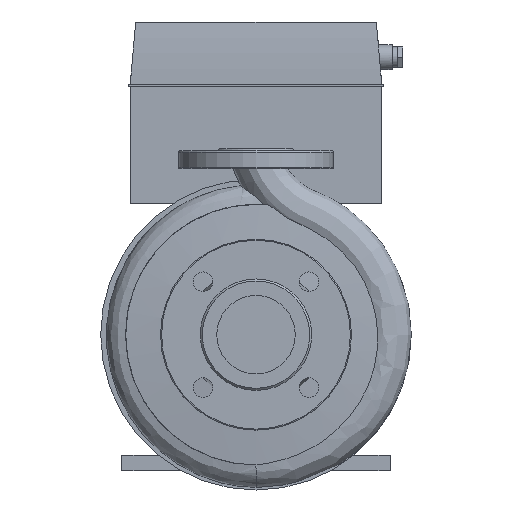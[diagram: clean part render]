
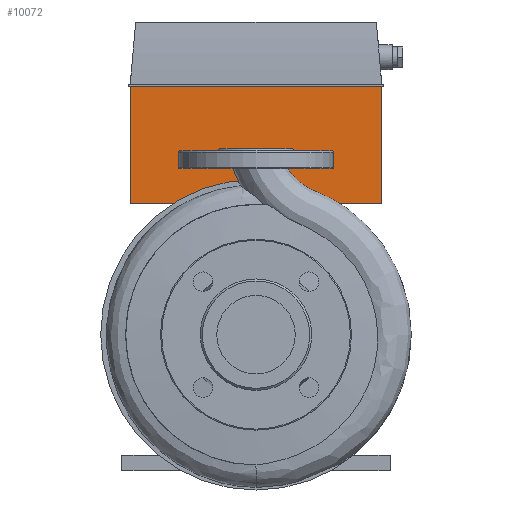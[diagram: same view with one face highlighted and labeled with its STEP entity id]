
A CAD part, left-side view. The second image highlights one B-rep face of the part: STEP entity #10072.
In plain terms, the highlighted planar face has unit normal (-1, 0, 0).
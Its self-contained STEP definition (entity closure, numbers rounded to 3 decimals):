
#934=LINE('',#20566,#1833);
#941=LINE('',#20584,#1840);
#944=LINE('',#20590,#1843);
#945=LINE('',#20591,#1844);
#1833=VECTOR('',#13814,10.);
#1840=VECTOR('',#13839,10.);
#1843=VECTOR('',#13844,10.);
#1844=VECTOR('',#13845,10.);
#2334=PLANE('',#11048);
#3046=FACE_OUTER_BOUND('',#3746,.T.);
#3746=EDGE_LOOP('',(#9298,#9299,#9300,#9301));
#5105=VERTEX_POINT('',#20562);
#5107=VERTEX_POINT('',#20565);
#5109=VERTEX_POINT('',#20583);
#5111=VERTEX_POINT('',#20589);
#6501=EDGE_CURVE('',#5107,#5105,#934,.T.);
#6510=EDGE_CURVE('',#5109,#5107,#941,.T.);
#6513=EDGE_CURVE('',#5105,#5111,#944,.T.);
#6514=EDGE_CURVE('',#5111,#5109,#945,.T.);
#9298=ORIENTED_EDGE('',*,*,#6501,.T.);
#9299=ORIENTED_EDGE('',*,*,#6513,.T.);
#9300=ORIENTED_EDGE('',*,*,#6514,.T.);
#9301=ORIENTED_EDGE('',*,*,#6510,.T.);
#10072=ADVANCED_FACE('',(#3046),#2334,.T.);
#11048=AXIS2_PLACEMENT_3D('',#20588,#13842,#13843);
#13814=DIRECTION('',(0.,1.,0.));
#13839=DIRECTION('',(0.,0.,1.));
#13842=DIRECTION('center_axis',(-1.,0.,0.));
#13843=DIRECTION('ref_axis',(0.,0.,1.));
#13844=DIRECTION('',(0.,0.,-1.));
#13845=DIRECTION('',(0.,-1.,0.));
#20562=CARTESIAN_POINT('',(250.5,122.,372.4));
#20565=CARTESIAN_POINT('',(250.5,-122.,372.4));
#20566=CARTESIAN_POINT('',(250.5,0.,372.4));
#20583=CARTESIAN_POINT('',(250.5,-122.,259.));
#20584=CARTESIAN_POINT('',(250.5,-122.,259.));
#20588=CARTESIAN_POINT('Origin',(250.5,0.,373.4));
#20589=CARTESIAN_POINT('',(250.5,122.,259.));
#20590=CARTESIAN_POINT('',(250.5,122.,259.));
#20591=CARTESIAN_POINT('',(250.5,0.,259.));
